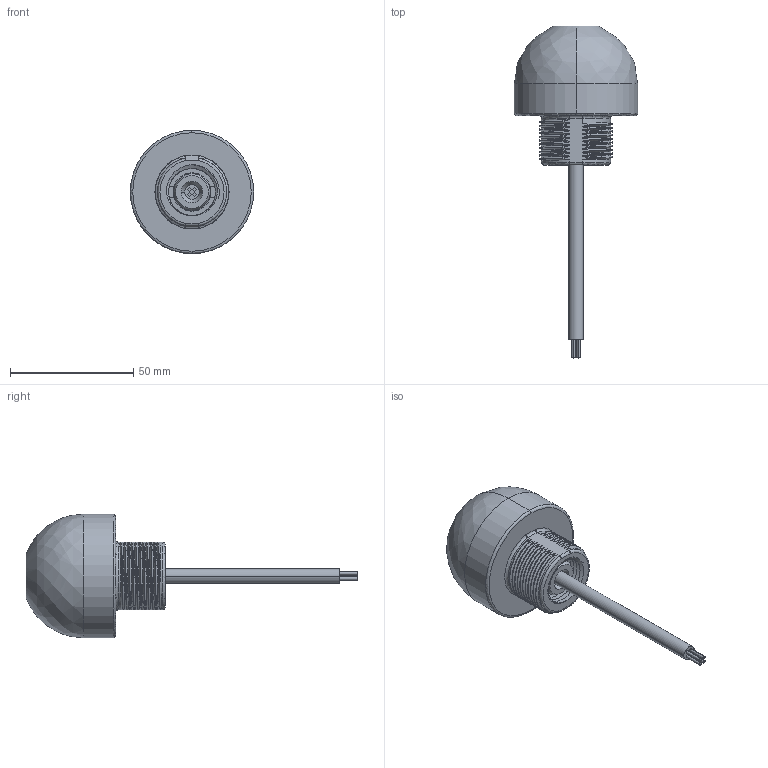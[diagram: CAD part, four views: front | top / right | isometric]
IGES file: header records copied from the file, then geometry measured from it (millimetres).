
Start section:  PTC IGES file: 221008_sw0002.igs
Global section: file name: 221008_sw0002.igs; native system: Creo Parametric by PTC Inc.; preprocessor: 2019292; author: jeshelman; organization: Unknown; date: 20201214.150729; units: millimetre
Bounding box: 50 x 134.46 x 50 mm (x, y, z)
Surface area: 13418.9 mm2 (no closed solid volume)
Topology: 0 solids, 0 shells, 180 faces, 938 edges, 938 vertices
Faces by surface type: revolution 96, bspline 84
